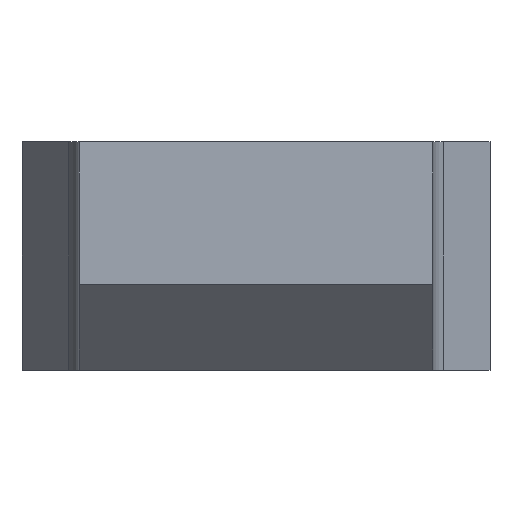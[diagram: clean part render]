
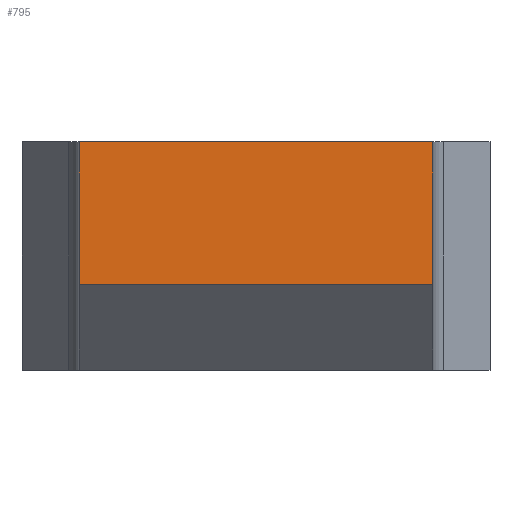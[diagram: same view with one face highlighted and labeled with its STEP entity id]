
A CAD part, left-side view. The second image highlights one B-rep face of the part: STEP entity #795.
In plain terms, the highlighted planar face has unit normal (-1, 0, 0).
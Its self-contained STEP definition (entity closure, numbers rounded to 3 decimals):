
#54 = ORIENTED_EDGE ( 'NONE', *, *, #922, .F. ) ;
#58 = ORIENTED_EDGE ( 'NONE', *, *, #234, .T. ) ;
#107 = CARTESIAN_POINT ( 'NONE',  ( -67.5, 31., 0. ) ) ;
#149 = VERTEX_POINT ( 'NONE', #935 ) ;
#162 = DIRECTION ( 'NONE',  ( 0., 0., 1. ) ) ;
#178 = CARTESIAN_POINT ( 'NONE',  ( -67.5, 31., -40. ) ) ;
#234 = EDGE_CURVE ( 'NONE', #279, #836, #827, .T. ) ;
#247 = EDGE_CURVE ( 'NONE', #149, #521, #835, .T. ) ;
#272 = LINE ( 'NONE', #660, #654 ) ;
#279 = VERTEX_POINT ( 'NONE', #1124 ) ;
#285 = EDGE_CURVE ( 'NONE', #149, #279, #272, .T. ) ;
#297 = EDGE_LOOP ( 'NONE', ( #682, #707, #58, #54 ) ) ;
#303 = CARTESIAN_POINT ( 'NONE',  ( -67.5, -31., 0. ) ) ;
#364 = CARTESIAN_POINT ( 'NONE',  ( -67.5, -31., -40. ) ) ;
#412 = DIRECTION ( 'NONE',  ( -1., 0., 0. ) ) ;
#494 = LINE ( 'NONE', #700, #791 ) ;
#521 = VERTEX_POINT ( 'NONE', #107 ) ;
#582 = PLANE ( 'NONE',  #693 ) ;
#654 = VECTOR ( 'NONE', #1040, 1000. ) ;
#660 = CARTESIAN_POINT ( 'NONE',  ( -67.5, -41., -25. ) ) ;
#682 = ORIENTED_EDGE ( 'NONE', *, *, #247, .F. ) ;
#693 = AXIS2_PLACEMENT_3D ( 'NONE', #870, #412, #881 ) ;
#700 = CARTESIAN_POINT ( 'NONE',  ( -67.5, -41., 0. ) ) ;
#707 = ORIENTED_EDGE ( 'NONE', *, *, #285, .T. ) ;
#791 = VECTOR ( 'NONE', #1084, 1000. ) ;
#795 = ADVANCED_FACE ( 'NONE', ( #1080 ), #582, .T. ) ;
#827 = LINE ( 'NONE', #364, #1033 ) ;
#835 = LINE ( 'NONE', #178, #1137 ) ;
#836 = VERTEX_POINT ( 'NONE', #303 ) ;
#842 = DIRECTION ( 'NONE',  ( 0., 0., 1. ) ) ;
#870 = CARTESIAN_POINT ( 'NONE',  ( -67.5, -41., -40. ) ) ;
#881 = DIRECTION ( 'NONE',  ( 0., 0., 1. ) ) ;
#922 = EDGE_CURVE ( 'NONE', #521, #836, #494, .T. ) ;
#935 = CARTESIAN_POINT ( 'NONE',  ( -67.5, 31., -25. ) ) ;
#1033 = VECTOR ( 'NONE', #162, 1000. ) ;
#1040 = DIRECTION ( 'NONE',  ( 0., -1., 0. ) ) ;
#1080 = FACE_OUTER_BOUND ( 'NONE', #297, .T. ) ;
#1084 = DIRECTION ( 'NONE',  ( 0., -1., 0. ) ) ;
#1124 = CARTESIAN_POINT ( 'NONE',  ( -67.5, -31., -25. ) ) ;
#1137 = VECTOR ( 'NONE', #842, 1000. ) ;
